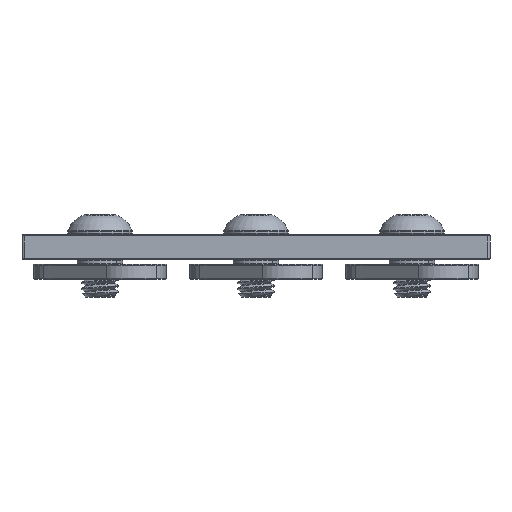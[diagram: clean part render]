
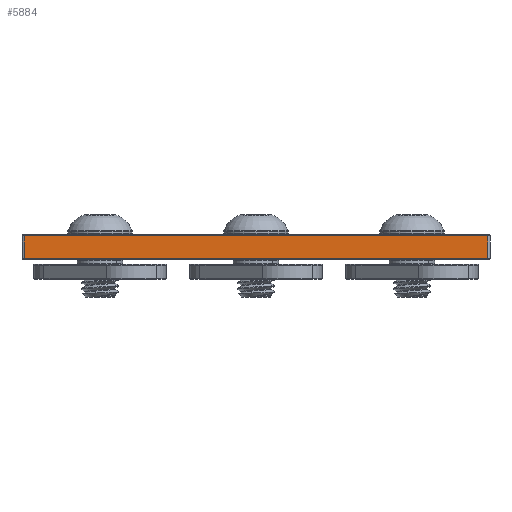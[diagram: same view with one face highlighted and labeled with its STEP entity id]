
A CAD part, front view. The second image highlights one B-rep face of the part: STEP entity #5884.
In plain terms, the highlighted planar face has unit normal (0, -1, 0).
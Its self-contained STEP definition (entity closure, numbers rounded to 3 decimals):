
#1304 = DIRECTION ( 'NONE',  ( 0., 0., 1. ) ) ;
#1762 = VERTEX_POINT ( 'NONE', #11095 ) ;
#2217 = VECTOR ( 'NONE', #1304, 1000. ) ;
#2218 = CARTESIAN_POINT ( 'NONE',  ( -37.1, -37.5, 1.8 ) ) ;
#4228 = CARTESIAN_POINT ( 'NONE',  ( 37.1, -37.5, -1.8 ) ) ;
#4387 = EDGE_CURVE ( 'NONE', #9367, #18500, #12677, .T. ) ;
#5351 = ORIENTED_EDGE ( 'NONE', *, *, #4387, .T. ) ;
#5372 = VECTOR ( 'NONE', #12636, 1000. ) ;
#5884 = ADVANCED_FACE ( 'NONE', ( #13764 ), #29110, .F. ) ;
#7400 = CARTESIAN_POINT ( 'NONE',  ( -37.1, -37.5, 2. ) ) ;
#8201 = CARTESIAN_POINT ( 'NONE',  ( -37.5, -37.5, -1.8 ) ) ;
#9200 = ORIENTED_EDGE ( 'NONE', *, *, #23778, .T. ) ;
#9367 = VERTEX_POINT ( 'NONE', #4228 ) ;
#10470 = CARTESIAN_POINT ( 'NONE',  ( 37.1, -37.5, 1.8 ) ) ;
#11095 = CARTESIAN_POINT ( 'NONE',  ( -37.1, -37.5, 1.8 ) ) ;
#11097 = AXIS2_PLACEMENT_3D ( 'NONE', #24537, #15108, #17487 ) ;
#11232 = VECTOR ( 'NONE', #18900, 1000. ) ;
#11380 = CARTESIAN_POINT ( 'NONE',  ( -37.1, -37.5, -1.8 ) ) ;
#11712 = LINE ( 'NONE', #7400, #5372 ) ;
#12636 = DIRECTION ( 'NONE',  ( 0., 0., -1. ) ) ;
#12677 = LINE ( 'NONE', #28133, #2217 ) ;
#12781 = EDGE_CURVE ( 'NONE', #1762, #17878, #11712, .T. ) ;
#13764 = FACE_OUTER_BOUND ( 'NONE', #28756, .T. ) ;
#15108 = DIRECTION ( 'NONE',  ( 0., 1., 0. ) ) ;
#17487 = DIRECTION ( 'NONE',  ( 0., 0., 1. ) ) ;
#17851 = ORIENTED_EDGE ( 'NONE', *, *, #12781, .T. ) ;
#17878 = VERTEX_POINT ( 'NONE', #11380 ) ;
#18500 = VERTEX_POINT ( 'NONE', #10470 ) ;
#18900 = DIRECTION ( 'NONE',  ( -1., 0., 0. ) ) ;
#19060 = VECTOR ( 'NONE', #27250, 1000. ) ;
#19907 = ORIENTED_EDGE ( 'NONE', *, *, #22419, .T. ) ;
#22419 = EDGE_CURVE ( 'NONE', #17878, #9367, #23886, .T. ) ;
#23778 = EDGE_CURVE ( 'NONE', #18500, #1762, #23891, .T. ) ;
#23886 = LINE ( 'NONE', #8201, #19060 ) ;
#23891 = LINE ( 'NONE', #2218, #11232 ) ;
#24537 = CARTESIAN_POINT ( 'NONE',  ( -37.5, -37.5, 2. ) ) ;
#27250 = DIRECTION ( 'NONE',  ( 1., 0., 0. ) ) ;
#28133 = CARTESIAN_POINT ( 'NONE',  ( 37.1, -37.5, 2. ) ) ;
#28756 = EDGE_LOOP ( 'NONE', ( #17851, #19907, #5351, #9200 ) ) ;
#29110 = PLANE ( 'NONE',  #11097 ) ;
